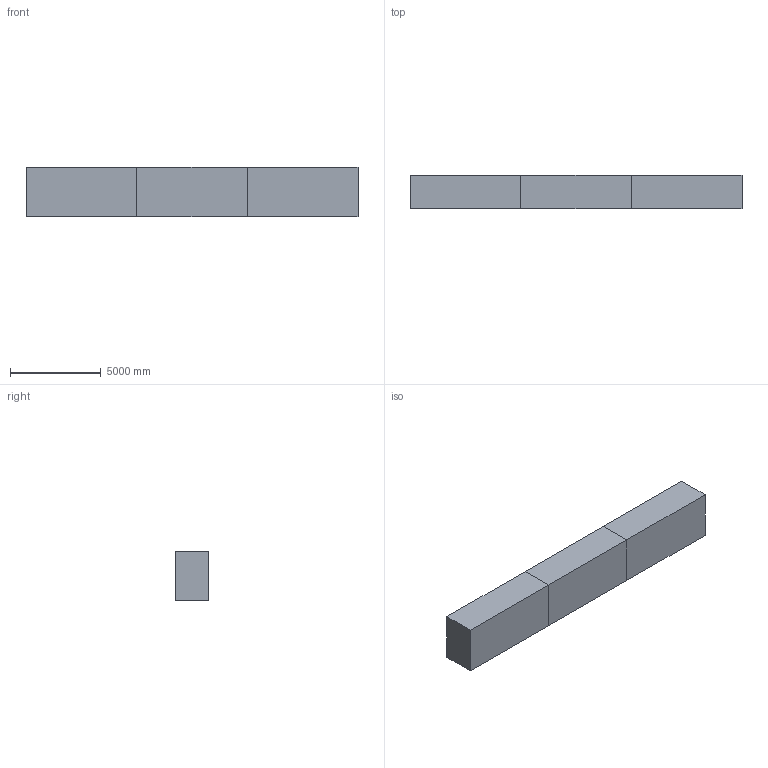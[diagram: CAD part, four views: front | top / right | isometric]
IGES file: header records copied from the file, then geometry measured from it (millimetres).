
Start section: Dassault Systemes - www.3ds.com
Global section: file name: IPW-2_IRT_EXTENDED.igs; native system: DASSAULT SYSTEMES CATIA V6R2013x.HF77 - www.3ds.com; preprocessor: V6R2013x.HF77 B6.214.82.0_20160322T190012Z; author: c52390; organization: TXT; date: 20221201.143644; units: inch
Bounding box: 18288 x 1828.8 x 2743.2 mm (x, y, z)
Surface area: 187292528.6 mm2 (no closed solid volume)
Topology: 0 solids, 0 shells, 16 faces, 64 edges, 64 vertices
Faces by surface type: plane 16
